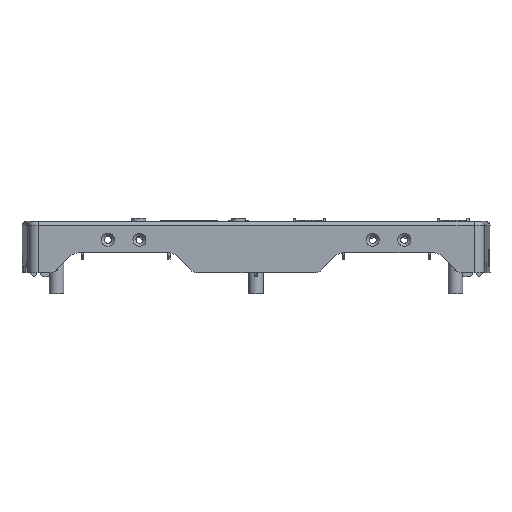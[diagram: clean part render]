
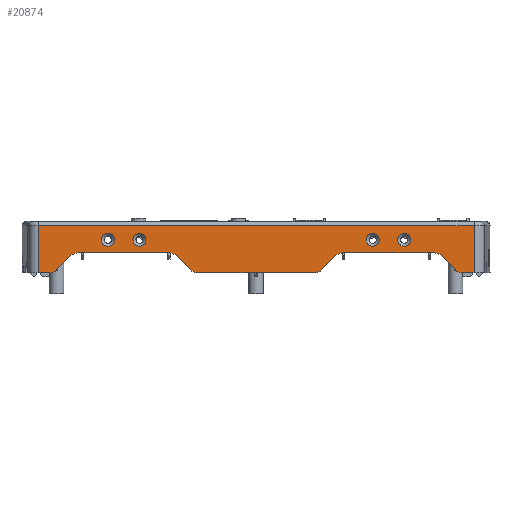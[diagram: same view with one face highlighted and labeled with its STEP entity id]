
A CAD part, front view. The second image highlights one B-rep face of the part: STEP entity #20874.
In plain terms, the highlighted planar face has unit normal (0, -1, 0).
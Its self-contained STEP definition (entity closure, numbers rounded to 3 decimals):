
#434=FACE_BOUND('',#1665,.T.);
#435=FACE_BOUND('',#1666,.T.);
#436=FACE_BOUND('',#1667,.T.);
#437=FACE_BOUND('',#1668,.T.);
#533=FACE_OUTER_BOUND('',#1664,.T.);
#1664=EDGE_LOOP('',(#13700,#13701,#13702,#13703,#13704,#13705,#13706,#13707,
#13708,#13709,#13710,#13711,#13712,#13713,#13714,#13715,#13716,#13717,#13718,
#13719));
#1665=EDGE_LOOP('',(#13720));
#1666=EDGE_LOOP('',(#13721));
#1667=EDGE_LOOP('',(#13722));
#1668=EDGE_LOOP('',(#13723));
#2896=LINE('',#29401,#5393);
#2897=LINE('',#29403,#5394);
#2898=LINE('',#29405,#5395);
#2899=LINE('',#29407,#5396);
#2900=LINE('',#29409,#5397);
#2901=LINE('',#29413,#5398);
#2902=LINE('',#29417,#5399);
#2903=LINE('',#29421,#5400);
#2904=LINE('',#29425,#5401);
#2905=LINE('',#29429,#5402);
#2906=LINE('',#29433,#5403);
#2907=LINE('',#29436,#5404);
#5393=VECTOR('',#23685,5.614);
#5394=VECTOR('',#23686,23.307);
#5395=VECTOR('',#23687,214.183);
#5396=VECTOR('',#23688,23.307);
#5397=VECTOR('',#23689,5.614);
#5398=VECTOR('',#23692,9.798);
#5399=VECTOR('',#23695,44.858);
#5400=VECTOR('',#23698,9.798);
#5401=VECTOR('',#23701,57.244);
#5402=VECTOR('',#23704,9.798);
#5403=VECTOR('',#23707,44.858);
#5404=VECTOR('',#23710,9.798);
#7892=CIRCLE('',#22033,3.2);
#7893=CIRCLE('',#22035,5.);
#7894=CIRCLE('',#22036,5.);
#7895=CIRCLE('',#22037,5.);
#7896=CIRCLE('',#22038,5.);
#7897=CIRCLE('',#22039,5.);
#7898=CIRCLE('',#22040,5.);
#7899=CIRCLE('',#22041,5.);
#7900=CIRCLE('',#22042,5.);
#7901=CIRCLE('',#22043,3.2);
#7902=CIRCLE('',#22044,3.2);
#7903=CIRCLE('',#22045,3.2);
#8419=VERTEX_POINT('',#29393);
#8420=VERTEX_POINT('',#29397);
#8421=VERTEX_POINT('',#29398);
#8422=VERTEX_POINT('',#29400);
#8423=VERTEX_POINT('',#29402);
#8424=VERTEX_POINT('',#29404);
#8425=VERTEX_POINT('',#29406);
#8426=VERTEX_POINT('',#29408);
#8427=VERTEX_POINT('',#29410);
#8428=VERTEX_POINT('',#29412);
#8429=VERTEX_POINT('',#29414);
#8430=VERTEX_POINT('',#29416);
#8431=VERTEX_POINT('',#29418);
#8432=VERTEX_POINT('',#29420);
#8433=VERTEX_POINT('',#29422);
#8434=VERTEX_POINT('',#29424);
#8435=VERTEX_POINT('',#29426);
#8436=VERTEX_POINT('',#29428);
#8437=VERTEX_POINT('',#29430);
#8438=VERTEX_POINT('',#29432);
#8439=VERTEX_POINT('',#29434);
#8440=VERTEX_POINT('',#29437);
#8441=VERTEX_POINT('',#29439);
#8442=VERTEX_POINT('',#29441);
#10519=EDGE_CURVE('',#8419,#8419,#7892,.T.);
#10520=EDGE_CURVE('',#8420,#8421,#7893,.T.);
#10521=EDGE_CURVE('',#8421,#8422,#2896,.T.);
#10522=EDGE_CURVE('',#8422,#8423,#2897,.T.);
#10523=EDGE_CURVE('',#8424,#8423,#2898,.T.);
#10524=EDGE_CURVE('',#8424,#8425,#2899,.T.);
#10525=EDGE_CURVE('',#8426,#8425,#2900,.T.);
#10526=EDGE_CURVE('',#8426,#8427,#7894,.T.);
#10527=EDGE_CURVE('',#8428,#8427,#2901,.T.);
#10528=EDGE_CURVE('',#8428,#8429,#7895,.T.);
#10529=EDGE_CURVE('',#8430,#8429,#2902,.T.);
#10530=EDGE_CURVE('',#8430,#8431,#7896,.T.);
#10531=EDGE_CURVE('',#8432,#8431,#2903,.T.);
#10532=EDGE_CURVE('',#8432,#8433,#7897,.T.);
#10533=EDGE_CURVE('',#8433,#8434,#2904,.T.);
#10534=EDGE_CURVE('',#8434,#8435,#7898,.T.);
#10535=EDGE_CURVE('',#8436,#8435,#2905,.T.);
#10536=EDGE_CURVE('',#8436,#8437,#7899,.T.);
#10537=EDGE_CURVE('',#8438,#8437,#2906,.T.);
#10538=EDGE_CURVE('',#8438,#8439,#7900,.T.);
#10539=EDGE_CURVE('',#8420,#8439,#2907,.T.);
#10540=EDGE_CURVE('',#8440,#8440,#7901,.T.);
#10541=EDGE_CURVE('',#8441,#8441,#7902,.T.);
#10542=EDGE_CURVE('',#8442,#8442,#7903,.T.);
#13700=ORIENTED_EDGE('',*,*,#10520,.T.);
#13701=ORIENTED_EDGE('',*,*,#10521,.T.);
#13702=ORIENTED_EDGE('',*,*,#10522,.T.);
#13703=ORIENTED_EDGE('',*,*,#10523,.F.);
#13704=ORIENTED_EDGE('',*,*,#10524,.T.);
#13705=ORIENTED_EDGE('',*,*,#10525,.F.);
#13706=ORIENTED_EDGE('',*,*,#10526,.T.);
#13707=ORIENTED_EDGE('',*,*,#10527,.F.);
#13708=ORIENTED_EDGE('',*,*,#10528,.T.);
#13709=ORIENTED_EDGE('',*,*,#10529,.F.);
#13710=ORIENTED_EDGE('',*,*,#10530,.T.);
#13711=ORIENTED_EDGE('',*,*,#10531,.F.);
#13712=ORIENTED_EDGE('',*,*,#10532,.T.);
#13713=ORIENTED_EDGE('',*,*,#10533,.T.);
#13714=ORIENTED_EDGE('',*,*,#10534,.T.);
#13715=ORIENTED_EDGE('',*,*,#10535,.F.);
#13716=ORIENTED_EDGE('',*,*,#10536,.T.);
#13717=ORIENTED_EDGE('',*,*,#10537,.F.);
#13718=ORIENTED_EDGE('',*,*,#10538,.T.);
#13719=ORIENTED_EDGE('',*,*,#10539,.F.);
#13720=ORIENTED_EDGE('',*,*,#10540,.T.);
#13721=ORIENTED_EDGE('',*,*,#10541,.T.);
#13722=ORIENTED_EDGE('',*,*,#10519,.T.);
#13723=ORIENTED_EDGE('',*,*,#10542,.T.);
#19999=PLANE('',#22034);
#20874=ADVANCED_FACE('',(#533,#434,#435,#436,#437),#19999,.T.);
#22033=AXIS2_PLACEMENT_3D('',#29395,#23679,#23680);
#22034=AXIS2_PLACEMENT_3D('',#29396,#23681,#23682);
#22035=AXIS2_PLACEMENT_3D('',#29399,#23683,#23684);
#22036=AXIS2_PLACEMENT_3D('',#29411,#23690,#23691);
#22037=AXIS2_PLACEMENT_3D('',#29415,#23693,#23694);
#22038=AXIS2_PLACEMENT_3D('',#29419,#23696,#23697);
#22039=AXIS2_PLACEMENT_3D('',#29423,#23699,#23700);
#22040=AXIS2_PLACEMENT_3D('',#29427,#23702,#23703);
#22041=AXIS2_PLACEMENT_3D('',#29431,#23705,#23706);
#22042=AXIS2_PLACEMENT_3D('',#29435,#23708,#23709);
#22043=AXIS2_PLACEMENT_3D('',#29438,#23711,#23712);
#22044=AXIS2_PLACEMENT_3D('',#29440,#23713,#23714);
#22045=AXIS2_PLACEMENT_3D('',#29442,#23715,#23716);
#23679=DIRECTION('center_axis',(0.,1.,0.));
#23680=DIRECTION('ref_axis',(1.,0.,0.));
#23681=DIRECTION('center_axis',(0.,-1.,0.));
#23682=DIRECTION('ref_axis',(1.,0.,0.));
#23683=DIRECTION('center_axis',(0.,-1.,0.));
#23684=DIRECTION('ref_axis',(-0.707,0.,-0.707));
#23685=DIRECTION('',(1.,0.,0.));
#23686=DIRECTION('',(0.,0.,1.));
#23687=DIRECTION('',(1.,0.,0.));
#23688=DIRECTION('',(0.,0.,-1.));
#23689=DIRECTION('',(-1.,0.,0.));
#23690=DIRECTION('center_axis',(0.,-1.,0.));
#23691=DIRECTION('ref_axis',(0.,0.,-1.));
#23692=DIRECTION('',(-0.707,0.,-0.707));
#23693=DIRECTION('center_axis',(0.,1.,0.));
#23694=DIRECTION('ref_axis',(-0.707,0.,0.707));
#23695=DIRECTION('',(-1.,0.,0.));
#23696=DIRECTION('center_axis',(0.,1.,0.));
#23697=DIRECTION('ref_axis',(0.,0.,1.));
#23698=DIRECTION('',(-0.707,0.,0.707));
#23699=DIRECTION('center_axis',(0.,-1.,0.));
#23700=DIRECTION('ref_axis',(-0.707,0.,-0.707));
#23701=DIRECTION('',(1.,0.,0.));
#23702=DIRECTION('center_axis',(0.,-1.,0.));
#23703=DIRECTION('ref_axis',(0.,0.,-1.));
#23704=DIRECTION('',(-0.707,0.,-0.707));
#23705=DIRECTION('center_axis',(0.,1.,0.));
#23706=DIRECTION('ref_axis',(-0.707,0.,0.707));
#23707=DIRECTION('',(-1.,0.,0.));
#23708=DIRECTION('center_axis',(0.,1.,0.));
#23709=DIRECTION('ref_axis',(0.,0.,1.));
#23710=DIRECTION('',(-0.707,0.,0.707));
#23711=DIRECTION('center_axis',(0.,1.,0.));
#23712=DIRECTION('ref_axis',(-1.,0.,0.));
#23713=DIRECTION('center_axis',(0.,1.,0.));
#23714=DIRECTION('ref_axis',(-1.,0.,0.));
#23715=DIRECTION('center_axis',(0.,1.,0.));
#23716=DIRECTION('ref_axis',(-1.,0.,0.));
#29393=CARTESIAN_POINT('',(-67.8,-49.22,3.053));
#29395=CARTESIAN_POINT('Origin',(-67.8,-49.22,-0.147));
#29396=CARTESIAN_POINT('Origin',(-162.327,-49.22,-52.2));
#29397=CARTESIAN_POINT('',(102.943,-49.22,-14.963));
#29398=CARTESIAN_POINT('',(106.478,-49.22,-16.427));
#29399=CARTESIAN_POINT('Origin',(106.478,-49.22,-11.427));
#29400=CARTESIAN_POINT('',(112.092,-49.22,-16.427));
#29401=CARTESIAN_POINT('',(106.478,-49.22,-16.427));
#29402=CARTESIAN_POINT('',(112.092,-49.22,6.88));
#29403=CARTESIAN_POINT('',(112.092,-49.22,-16.427));
#29404=CARTESIAN_POINT('',(-102.092,-49.22,6.88));
#29405=CARTESIAN_POINT('',(-102.092,-49.22,6.88));
#29406=CARTESIAN_POINT('',(-102.092,-49.22,-16.427));
#29407=CARTESIAN_POINT('',(-102.092,-49.22,6.88));
#29408=CARTESIAN_POINT('',(-96.478,-49.22,-16.427));
#29409=CARTESIAN_POINT('',(-96.478,-49.22,-16.427));
#29410=CARTESIAN_POINT('',(-92.943,-49.22,-14.963));
#29411=CARTESIAN_POINT('Origin',(-96.478,-49.22,-11.427));
#29412=CARTESIAN_POINT('',(-86.014,-49.22,-8.034));
#29413=CARTESIAN_POINT('',(-86.014,-49.22,-8.034));
#29414=CARTESIAN_POINT('',(-82.479,-49.22,-6.57));
#29415=CARTESIAN_POINT('Origin',(-82.479,-49.22,-11.57));
#29416=CARTESIAN_POINT('',(-37.621,-49.22,-6.57));
#29417=CARTESIAN_POINT('',(-37.621,-49.22,-6.57));
#29418=CARTESIAN_POINT('',(-34.086,-49.22,-8.034));
#29419=CARTESIAN_POINT('Origin',(-37.621,-49.22,-11.57));
#29420=CARTESIAN_POINT('',(-27.157,-49.22,-14.963));
#29421=CARTESIAN_POINT('',(-27.157,-49.22,-14.963));
#29422=CARTESIAN_POINT('',(-23.622,-49.22,-16.427));
#29423=CARTESIAN_POINT('Origin',(-23.622,-49.22,-11.427));
#29424=CARTESIAN_POINT('',(33.622,-49.22,-16.427));
#29425=CARTESIAN_POINT('',(-23.622,-49.22,-16.427));
#29426=CARTESIAN_POINT('',(37.157,-49.22,-14.963));
#29427=CARTESIAN_POINT('Origin',(33.622,-49.22,-11.427));
#29428=CARTESIAN_POINT('',(44.086,-49.22,-8.034));
#29429=CARTESIAN_POINT('',(44.086,-49.22,-8.034));
#29430=CARTESIAN_POINT('',(47.621,-49.22,-6.57));
#29431=CARTESIAN_POINT('Origin',(47.621,-49.22,-11.57));
#29432=CARTESIAN_POINT('',(92.479,-49.22,-6.57));
#29433=CARTESIAN_POINT('',(92.479,-49.22,-6.57));
#29434=CARTESIAN_POINT('',(96.014,-49.22,-8.034));
#29435=CARTESIAN_POINT('Origin',(92.479,-49.22,-11.57));
#29436=CARTESIAN_POINT('',(102.943,-49.22,-14.963));
#29437=CARTESIAN_POINT('',(62.3,-49.22,3.053));
#29438=CARTESIAN_POINT('Origin',(62.3,-49.22,-0.147));
#29439=CARTESIAN_POINT('',(-52.3,-49.22,3.053));
#29440=CARTESIAN_POINT('Origin',(-52.3,-49.22,-0.147));
#29441=CARTESIAN_POINT('',(77.8,-49.22,3.053));
#29442=CARTESIAN_POINT('Origin',(77.8,-49.22,-0.147));
